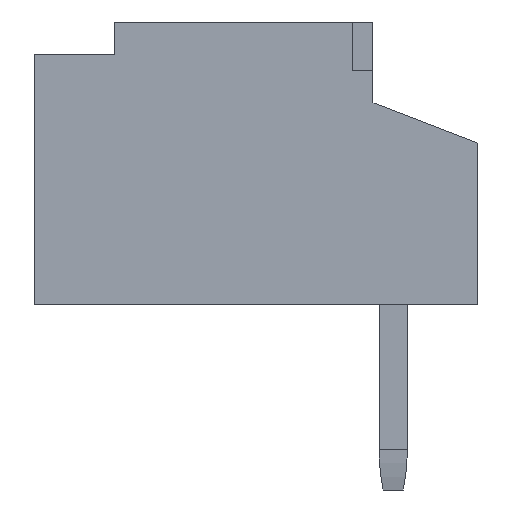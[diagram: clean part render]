
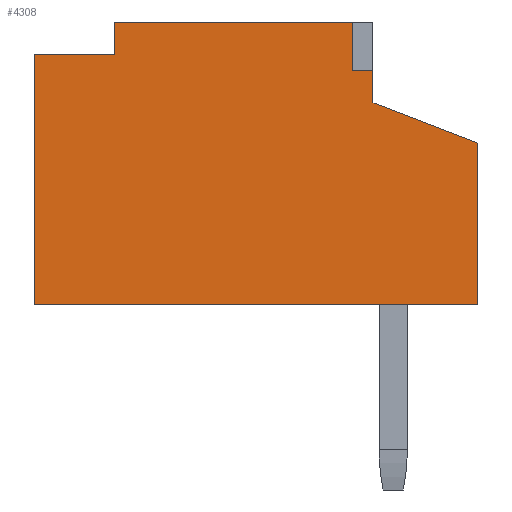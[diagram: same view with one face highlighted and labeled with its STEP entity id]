
A CAD part, left-side view. The second image highlights one B-rep face of the part: STEP entity #4308.
In plain terms, the highlighted planar face has unit normal (-1, 0, 0).
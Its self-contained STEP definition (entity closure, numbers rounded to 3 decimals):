
#9=DIRECTION('',(0.,0.,1.));
#10=VECTOR('',#9,2.);
#11=CARTESIAN_POINT('',(-5.875,-4.525,-1.9));
#12=LINE('',#11,#10);
#25=DIRECTION('',(0.,1.,0.));
#26=VECTOR('',#25,0.25);
#27=CARTESIAN_POINT('',(-5.875,-3.225,1.));
#28=LINE('',#27,#26);
#29=DIRECTION('',(0.,0.,-1.));
#30=VECTOR('',#29,0.4);
#31=CARTESIAN_POINT('',(-5.875,-3.225,1.));
#32=LINE('',#31,#30);
#33=DIRECTION('',(0.,0.933,0.359));
#34=VECTOR('',#33,1.393);
#35=CARTESIAN_POINT('',(-5.875,-4.525,0.1));
#36=LINE('',#35,#34);
#37=DIRECTION('',(0.,1.,0.));
#38=VECTOR('',#37,5.5);
#39=CARTESIAN_POINT('',(-5.875,-4.525,-1.9));
#40=LINE('',#39,#38);
#41=DIRECTION('',(0.,-1.,0.));
#42=VECTOR('',#41,1.);
#43=CARTESIAN_POINT('',(-5.875,0.975,1.2));
#44=LINE('',#43,#42);
#45=DIRECTION('',(0.,0.,-1.));
#46=VECTOR('',#45,0.4);
#47=CARTESIAN_POINT('',(-5.875,-0.025,1.6));
#48=LINE('',#47,#46);
#49=DIRECTION('',(0.,0.,-1.));
#50=VECTOR('',#49,0.6);
#51=CARTESIAN_POINT('',(-5.875,-2.975,1.6));
#52=LINE('',#51,#50);
#185=DIRECTION('',(0.,1.,0.));
#186=VECTOR('',#185,2.95);
#187=CARTESIAN_POINT('',(-5.875,-2.975,1.6));
#188=LINE('',#187,#186);
#277=DIRECTION('',(0.,0.,1.));
#278=VECTOR('',#277,3.1);
#279=CARTESIAN_POINT('',(-5.875,0.975,-1.9));
#280=LINE('',#279,#278);
#3241=CARTESIAN_POINT('',(-5.875,-4.525,-1.9));
#3242=CARTESIAN_POINT('',(-5.875,0.975,-1.9));
#3243=VERTEX_POINT('',#3241);
#3244=VERTEX_POINT('',#3242);
#3273=CARTESIAN_POINT('',(-5.875,-0.025,1.6));
#3274=CARTESIAN_POINT('',(-5.875,-0.025,1.2));
#3275=VERTEX_POINT('',#3273);
#3276=VERTEX_POINT('',#3274);
#3289=CARTESIAN_POINT('',(-5.875,0.975,1.2));
#3290=VERTEX_POINT('',#3289);
#3785=CARTESIAN_POINT('',(-5.875,-4.525,0.1));
#3787=VERTEX_POINT('',#3785);
#3793=CARTESIAN_POINT('',(-5.875,-3.225,0.6));
#3794=VERTEX_POINT('',#3793);
#3901=CARTESIAN_POINT('',(-5.875,-3.225,1.));
#3902=CARTESIAN_POINT('',(-5.875,-2.975,1.));
#3903=VERTEX_POINT('',#3901);
#3904=VERTEX_POINT('',#3902);
#3915=CARTESIAN_POINT('',(-5.875,-2.975,1.6));
#3916=VERTEX_POINT('',#3915);
#4283=CARTESIAN_POINT('',(-5.875,-4.525,-1.9));
#4284=DIRECTION('',(-1.,0.,0.));
#4285=DIRECTION('',(0.,0.,1.));
#4286=AXIS2_PLACEMENT_3D('',#4283,#4284,#4285);
#4287=PLANE('',#4286);
#4289=ORIENTED_EDGE('',*,*,#4288,.F.);
#4291=ORIENTED_EDGE('',*,*,#4290,.T.);
#4292=ORIENTED_EDGE('',*,*,#4259,.F.);
#4293=ORIENTED_EDGE('',*,*,#4232,.F.);
#4295=ORIENTED_EDGE('',*,*,#4294,.T.);
#4297=ORIENTED_EDGE('',*,*,#4296,.T.);
#4299=ORIENTED_EDGE('',*,*,#4298,.T.);
#4301=ORIENTED_EDGE('',*,*,#4300,.F.);
#4303=ORIENTED_EDGE('',*,*,#4302,.F.);
#4305=ORIENTED_EDGE('',*,*,#4304,.T.);
#4306=EDGE_LOOP('',(#4289,#4291,#4292,#4293,#4295,#4297,#4299,#4301,#4303,
#4305));
#4307=FACE_OUTER_BOUND('',#4306,.F.);
#4308=ADVANCED_FACE('',(#4307),#4287,.T.);
#4232=EDGE_CURVE('',#3243,#3787,#12,.T.);
#4259=EDGE_CURVE('',#3787,#3794,#36,.T.);
#4288=EDGE_CURVE('',#3903,#3904,#28,.T.);
#4290=EDGE_CURVE('',#3903,#3794,#32,.T.);
#4294=EDGE_CURVE('',#3243,#3244,#40,.T.);
#4296=EDGE_CURVE('',#3244,#3290,#280,.T.);
#4298=EDGE_CURVE('',#3290,#3276,#44,.T.);
#4300=EDGE_CURVE('',#3275,#3276,#48,.T.);
#4302=EDGE_CURVE('',#3916,#3275,#188,.T.);
#4304=EDGE_CURVE('',#3916,#3904,#52,.T.);
